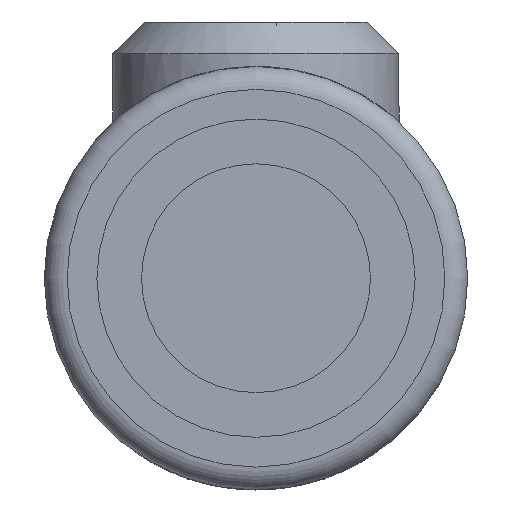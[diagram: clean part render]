
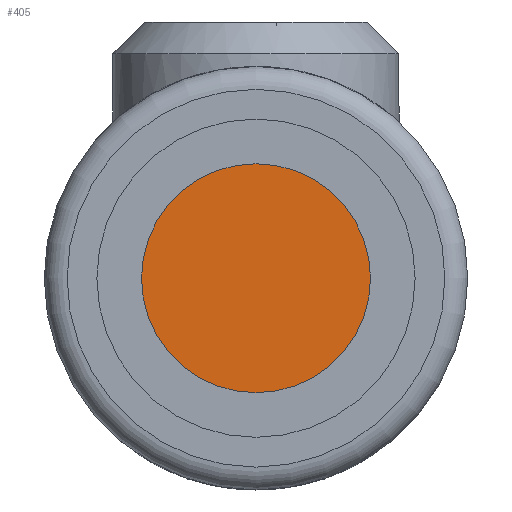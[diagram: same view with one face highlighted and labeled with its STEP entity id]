
A CAD part, front view. The second image highlights one B-rep face of the part: STEP entity #405.
In plain terms, the highlighted planar face has unit normal (0, -1, 0).
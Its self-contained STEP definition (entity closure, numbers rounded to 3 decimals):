
#65=PLANE('',#452);
#115=FACE_OUTER_BOUND('',#153,.T.);
#153=EDGE_LOOP('',(#326));
#186=CIRCLE('',#450,1.);
#214=VERTEX_POINT('',#699);
#255=EDGE_CURVE('',#214,#214,#186,.T.);
#326=ORIENTED_EDGE('',*,*,#255,.T.);
#405=ADVANCED_FACE('',(#115),#65,.T.);
#450=AXIS2_PLACEMENT_3D('',#700,#555,#556);
#452=AXIS2_PLACEMENT_3D('',#702,#559,#560);
#555=DIRECTION('center_axis',(0.,-1.,0.));
#556=DIRECTION('ref_axis',(-0.581,0.,-0.814));
#559=DIRECTION('center_axis',(0.,-1.,0.));
#560=DIRECTION('ref_axis',(0.,0.,-1.));
#699=CARTESIAN_POINT('',(0.,-59.85,-1.));
#700=CARTESIAN_POINT('Origin',(0.,-59.85,0.));
#702=CARTESIAN_POINT('Origin',(-1.,-59.85,0.));
